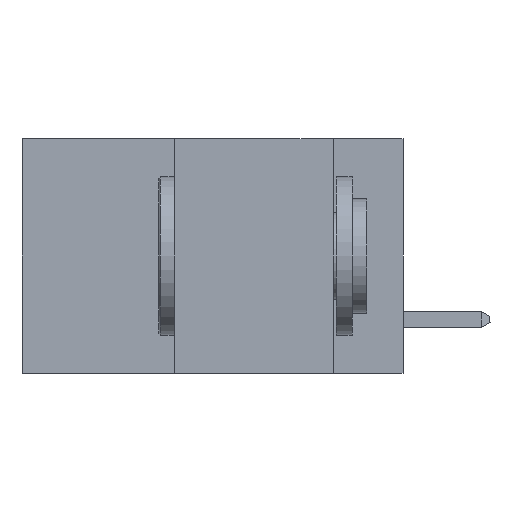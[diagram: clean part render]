
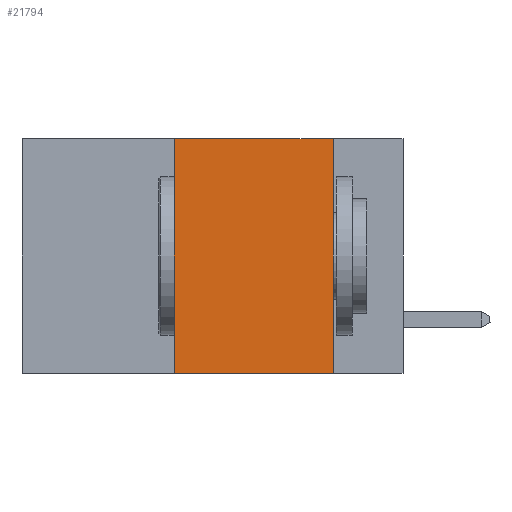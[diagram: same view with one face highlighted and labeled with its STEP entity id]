
A CAD part, left-side view. The second image highlights one B-rep face of the part: STEP entity #21794.
In plain terms, the highlighted planar face has unit normal (-1, 0, 0).
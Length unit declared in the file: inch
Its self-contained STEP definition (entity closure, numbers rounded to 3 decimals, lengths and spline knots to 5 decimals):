
#1027 = CARTESIAN_POINT ( 'NONE',  ( 0., 0.6, 0. ) ) ;
#3440 = CARTESIAN_POINT ( 'NONE',  ( 0., 0.11, 0. ) ) ;
#3865 = VECTOR ( 'NONE', #5125, 39.37008 ) ;
#4232 = VECTOR ( 'NONE', #19653, 39.37008 ) ;
#4360 = FACE_OUTER_BOUND ( 'NONE', #17393, .T. ) ;
#4506 = VERTEX_POINT ( 'NONE', #22353 ) ;
#4755 = CARTESIAN_POINT ( 'NONE',  ( 0., 0.36, 0. ) ) ;
#5125 = DIRECTION ( 'NONE',  ( 0., 0., -1. ) ) ;
#5722 = EDGE_CURVE ( 'NONE', #16801, #16681, #9290, .T. ) ;
#8032 = LINE ( 'NONE', #19646, #15673 ) ;
#9290 = LINE ( 'NONE', #4755, #4232 ) ;
#9773 = DIRECTION ( 'NONE',  ( 1., 0., 0. ) ) ;
#10488 = EDGE_CURVE ( 'NONE', #16801, #4506, #18731, .T. ) ;
#10558 = VERTEX_POINT ( 'NONE', #3440 ) ;
#11898 = DIRECTION ( 'NONE',  ( 0., 0., -1. ) ) ;
#12152 = ORIENTED_EDGE ( 'NONE', *, *, #10488, .T. ) ;
#12417 = EDGE_CURVE ( 'NONE', #16681, #10558, #8032, .T. ) ;
#12603 = CARTESIAN_POINT ( 'NONE',  ( 0., 0.36, -0.37 ) ) ;
#13073 = VECTOR ( 'NONE', #19747, 39.37008 ) ;
#13810 = CARTESIAN_POINT ( 'NONE',  ( 0., 0.11, 0. ) ) ;
#14483 = AXIS2_PLACEMENT_3D ( 'NONE', #1027, #9773, #11898 ) ;
#15623 = CARTESIAN_POINT ( 'NONE',  ( 0., 0.36, 0. ) ) ;
#15673 = VECTOR ( 'NONE', #21419, 39.37008 ) ;
#16681 = VERTEX_POINT ( 'NONE', #15623 ) ;
#16801 = VERTEX_POINT ( 'NONE', #12603 ) ;
#17393 = EDGE_LOOP ( 'NONE', ( #18461, #27380, #23714, #12152 ) ) ;
#18461 = ORIENTED_EDGE ( 'NONE', *, *, #25026, .F. ) ;
#18731 = LINE ( 'NONE', #25722, #13073 ) ;
#19646 = CARTESIAN_POINT ( 'NONE',  ( 0., 0.6, 0. ) ) ;
#19653 = DIRECTION ( 'NONE',  ( 0., 0., 1. ) ) ;
#19747 = DIRECTION ( 'NONE',  ( 0., -1., 0. ) ) ;
#20073 = PLANE ( 'NONE',  #14483 ) ;
#21419 = DIRECTION ( 'NONE',  ( 0., -1., 0. ) ) ;
#21794 = ADVANCED_FACE ( 'NONE', ( #4360 ), #20073, .F. ) ;
#21817 = LINE ( 'NONE', #13810, #3865 ) ;
#22353 = CARTESIAN_POINT ( 'NONE',  ( 0., 0.11, -0.37 ) ) ;
#23714 = ORIENTED_EDGE ( 'NONE', *, *, #5722, .F. ) ;
#25026 = EDGE_CURVE ( 'NONE', #10558, #4506, #21817, .T. ) ;
#25722 = CARTESIAN_POINT ( 'NONE',  ( 0., 0.6, -0.37 ) ) ;
#27380 = ORIENTED_EDGE ( 'NONE', *, *, #12417, .F. ) ;
